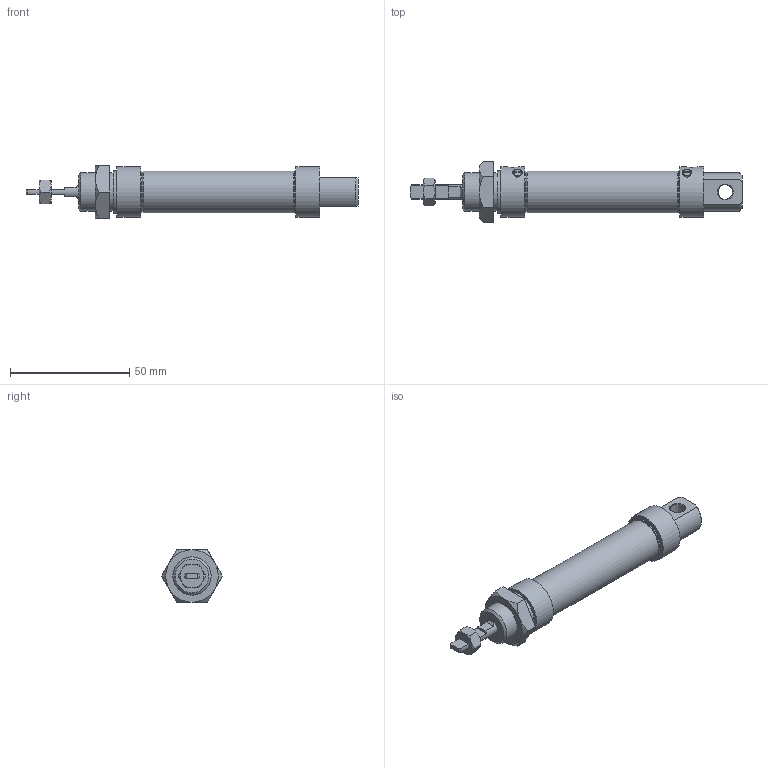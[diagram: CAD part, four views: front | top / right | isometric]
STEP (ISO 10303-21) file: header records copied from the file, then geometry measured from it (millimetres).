
FILE_DESCRIPTION( ( 'STEP AP214' ), '1' );
FILE_NAME( 'RAC16X25-0-S___0_.stp', '2021-11-30T05:18:17', ( '' ), ( '' ), ' ', 'PARTsolutions', ' ' );
FILE_SCHEMA( ( 'AUTOMOTIVE_DESIGN { 1 0 10303 214 1 1 1 1 }' ) );
Length unit declared in the file: millimetre
Products named in the file (3): RAC16X25-0-S()(0); _C16X25()_body; _16x25_rod
Assembly tree (2 placements, depth 2):
  RAC16X25-0-S()(0)
    _C16X25()_body
    _16x25_rod
Bounding box: 139 x 25.4 x 22 mm (x, y, z)
Volume: 26966.9 mm3; surface area: 14015.9 mm2
Topology: 2 solids, 2 shells, 113 faces, 242 edges, 154 vertices
Faces by surface type: plane 50, cylinder 32, cone 31
Full cylindrical faces by diameter (mm): 2 x2, 4 x2, 4.134 x2, 6 x3, 8 x1, 13 x2, 16 x2, 17.5 x3, 18 x1, 21 x2
Entity records: 4308 total; most frequent: CARTESIAN_POINT 1101, DIRECTION 464, ORIENTED_EDGE 406, EDGE_CURVE 203, AXIS2_PLACEMENT_3D 199, EDGE_LOOP 169, VERTEX_POINT 144, FACE_OUTER_BOUND 133
